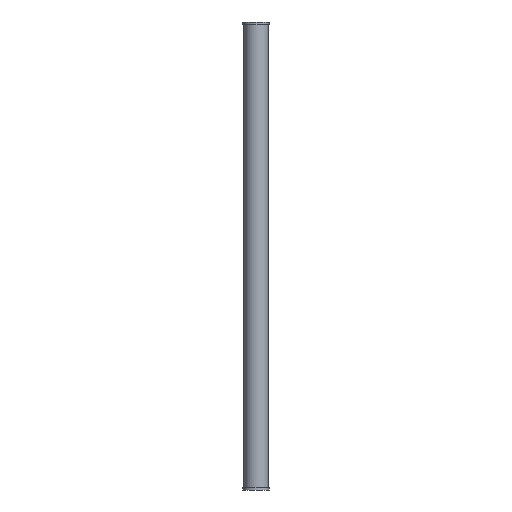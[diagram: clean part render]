
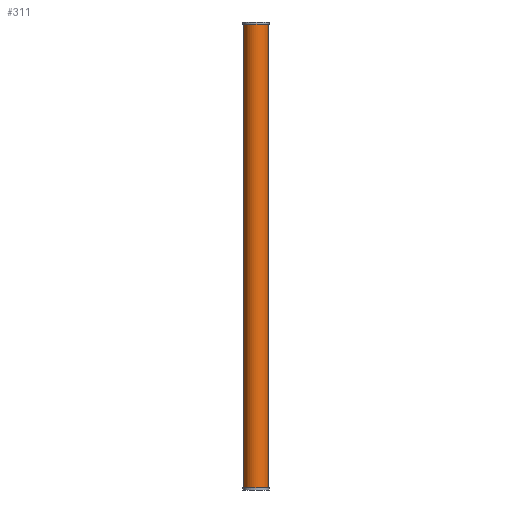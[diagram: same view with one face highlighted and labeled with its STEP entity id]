
A CAD part, front view. The second image highlights one B-rep face of the part: STEP entity #311.
In plain terms, the highlighted cylindrical face has radius 58.5 mm (diameter 117 mm), a partial arc.
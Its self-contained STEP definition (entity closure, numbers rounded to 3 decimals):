
#8 = EDGE_CURVE ( 'NONE', #350, #191, #432, .T. ) ;
#9 = ORIENTED_EDGE ( 'NONE', *, *, #8, .F. ) ;
#12 = CARTESIAN_POINT ( 'NONE',  ( 0., 0., 2240. ) ) ;
#18 = DIRECTION ( 'NONE',  ( 0., 0., -1. ) ) ;
#23 = EDGE_CURVE ( 'NONE', #32, #343, #540, .T. ) ;
#32 = VERTEX_POINT ( 'NONE', #380 ) ;
#45 = ORIENTED_EDGE ( 'NONE', *, *, #723, .T. ) ;
#54 = ORIENTED_EDGE ( 'NONE', *, *, #23, .F. ) ;
#72 = ORIENTED_EDGE ( 'NONE', *, *, #717, .F. ) ;
#74 = DIRECTION ( 'NONE',  ( 0., 0., -1. ) ) ;
#76 = CARTESIAN_POINT ( 'NONE',  ( -58.5, 0., 2240. ) ) ;
#80 = CARTESIAN_POINT ( 'NONE',  ( 58.5, 0., 2240. ) ) ;
#90 = CARTESIAN_POINT ( 'NONE',  ( 58.5, 0., 2230. ) ) ;
#107 = VECTOR ( 'NONE', #158, 1000. ) ;
#124 = VECTOR ( 'NONE', #74, 1000. ) ;
#126 = LINE ( 'NONE', #76, #107 ) ;
#127 = LINE ( 'NONE', #80, #124 ) ;
#146 = DIRECTION ( 'NONE',  ( -1., 0., 0. ) ) ;
#158 = DIRECTION ( 'NONE',  ( 0., 0., -1. ) ) ;
#191 = VERTEX_POINT ( 'NONE', #90 ) ;
#254 = EDGE_LOOP ( 'NONE', ( #72, #9, #45, #54 ) ) ;
#311 = ADVANCED_FACE ( 'NONE', ( #494 ), #455, .T. ) ;
#343 = VERTEX_POINT ( 'NONE', #732 ) ;
#350 = VERTEX_POINT ( 'NONE', #729 ) ;
#367 = DIRECTION ( 'NONE',  ( 0., 0., -1. ) ) ;
#370 = CARTESIAN_POINT ( 'NONE',  ( 0., 0., 10. ) ) ;
#380 = CARTESIAN_POINT ( 'NONE',  ( 58.5, 0., 10. ) ) ;
#432 = CIRCLE ( 'NONE', #563, 58.5 ) ;
#441 = AXIS2_PLACEMENT_3D ( 'NONE', #12, #18, #559 ) ;
#455 = CYLINDRICAL_SURFACE ( 'NONE', #441, 58.5 ) ;
#480 = DIRECTION ( 'NONE',  ( 0., 0., 1. ) ) ;
#483 = DIRECTION ( 'NONE',  ( 1., 0., 0. ) ) ;
#494 = FACE_OUTER_BOUND ( 'NONE', #254, .T. ) ;
#511 = CARTESIAN_POINT ( 'NONE',  ( 0., 0., 2230. ) ) ;
#540 = CIRCLE ( 'NONE', #547, 58.5 ) ;
#547 = AXIS2_PLACEMENT_3D ( 'NONE', #370, #367, #146 ) ;
#559 = DIRECTION ( 'NONE',  ( -1., 0., 0. ) ) ;
#563 = AXIS2_PLACEMENT_3D ( 'NONE', #511, #480, #483 ) ;
#717 = EDGE_CURVE ( 'NONE', #191, #32, #127, .T. ) ;
#723 = EDGE_CURVE ( 'NONE', #350, #343, #126, .T. ) ;
#729 = CARTESIAN_POINT ( 'NONE',  ( -58.5, 0., 2230. ) ) ;
#732 = CARTESIAN_POINT ( 'NONE',  ( -58.5, 0., 10. ) ) ;
